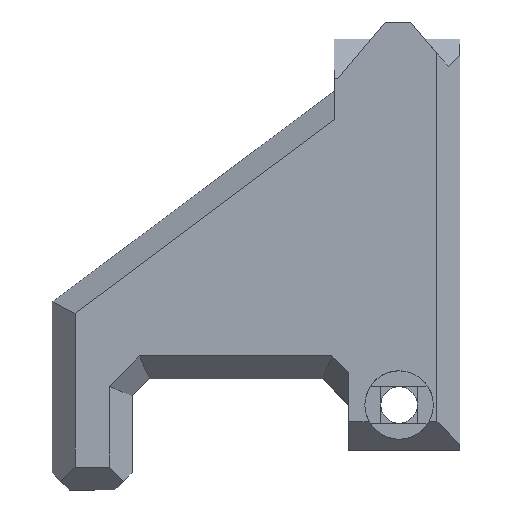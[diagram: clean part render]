
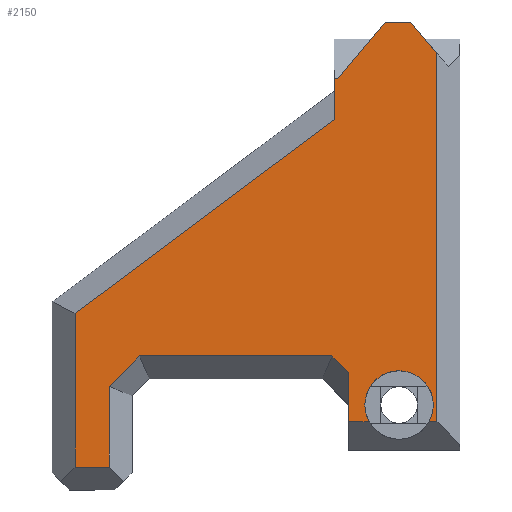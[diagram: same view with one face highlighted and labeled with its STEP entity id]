
A CAD part, top view. The second image highlights one B-rep face of the part: STEP entity #2150.
In plain terms, the highlighted planar face has unit normal (0, 0, 1).
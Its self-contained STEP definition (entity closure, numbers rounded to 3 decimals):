
#87=CIRCLE('',#2287,3.);
#88=CIRCLE('',#2288,3.);
#150=FACE_OUTER_BOUND('',#268,.T.);
#268=EDGE_LOOP('',(#1695,#1696,#1697,#1698,#1699,#1700,#1701,#1702,#1703,
#1704,#1705,#1706,#1707,#1708,#1709,#1710,#1711,#1712));
#471=LINE('',#3446,#733);
#475=LINE('',#3454,#737);
#476=LINE('',#3458,#738);
#480=LINE('',#3466,#742);
#481=LINE('',#3468,#743);
#482=LINE('',#3470,#744);
#483=LINE('',#3472,#745);
#484=LINE('',#3474,#746);
#485=LINE('',#3476,#747);
#486=LINE('',#3478,#748);
#487=LINE('',#3480,#749);
#488=LINE('',#3482,#750);
#489=LINE('',#3484,#751);
#490=LINE('',#3486,#752);
#491=LINE('',#3488,#753);
#492=LINE('',#3489,#754);
#733=VECTOR('',#2601,10.);
#737=VECTOR('',#2607,10.);
#738=VECTOR('',#2610,10.);
#742=VECTOR('',#2616,10.);
#743=VECTOR('',#2617,10.);
#744=VECTOR('',#2618,10.);
#745=VECTOR('',#2619,10.);
#746=VECTOR('',#2620,10.);
#747=VECTOR('',#2621,10.);
#748=VECTOR('',#2622,10.);
#749=VECTOR('',#2623,10.);
#750=VECTOR('',#2624,10.);
#751=VECTOR('',#2625,10.);
#752=VECTOR('',#2626,10.);
#753=VECTOR('',#2627,10.);
#754=VECTOR('',#2628,10.);
#988=VERTEX_POINT('',#3443);
#989=VERTEX_POINT('',#3445);
#992=VERTEX_POINT('',#3453);
#993=VERTEX_POINT('',#3455);
#994=VERTEX_POINT('',#3457);
#997=VERTEX_POINT('',#3465);
#998=VERTEX_POINT('',#3467);
#999=VERTEX_POINT('',#3469);
#1000=VERTEX_POINT('',#3471);
#1001=VERTEX_POINT('',#3473);
#1002=VERTEX_POINT('',#3475);
#1003=VERTEX_POINT('',#3477);
#1004=VERTEX_POINT('',#3479);
#1005=VERTEX_POINT('',#3481);
#1006=VERTEX_POINT('',#3483);
#1007=VERTEX_POINT('',#3485);
#1008=VERTEX_POINT('',#3487);
#1009=VERTEX_POINT('',#3490);
#1244=EDGE_CURVE('',#988,#989,#471,.T.);
#1248=EDGE_CURVE('',#989,#992,#475,.T.);
#1250=EDGE_CURVE('',#993,#994,#476,.T.);
#1254=EDGE_CURVE('',#988,#997,#480,.T.);
#1255=EDGE_CURVE('',#997,#998,#481,.T.);
#1256=EDGE_CURVE('',#998,#999,#482,.T.);
#1257=EDGE_CURVE('',#999,#1000,#483,.T.);
#1258=EDGE_CURVE('',#1001,#1000,#484,.T.);
#1259=EDGE_CURVE('',#1002,#1001,#485,.T.);
#1260=EDGE_CURVE('',#1003,#1002,#486,.T.);
#1261=EDGE_CURVE('',#1004,#1003,#487,.T.);
#1262=EDGE_CURVE('',#1005,#1004,#488,.T.);
#1263=EDGE_CURVE('',#1006,#1005,#489,.T.);
#1264=EDGE_CURVE('',#1007,#1006,#490,.T.);
#1265=EDGE_CURVE('',#1008,#1007,#491,.T.);
#1266=EDGE_CURVE('',#1008,#994,#492,.T.);
#1267=EDGE_CURVE('',#993,#1009,#87,.T.);
#1268=EDGE_CURVE('',#1009,#992,#88,.T.);
#1695=ORIENTED_EDGE('',*,*,#1244,.F.);
#1696=ORIENTED_EDGE('',*,*,#1254,.T.);
#1697=ORIENTED_EDGE('',*,*,#1255,.T.);
#1698=ORIENTED_EDGE('',*,*,#1256,.T.);
#1699=ORIENTED_EDGE('',*,*,#1257,.T.);
#1700=ORIENTED_EDGE('',*,*,#1258,.F.);
#1701=ORIENTED_EDGE('',*,*,#1259,.F.);
#1702=ORIENTED_EDGE('',*,*,#1260,.F.);
#1703=ORIENTED_EDGE('',*,*,#1261,.F.);
#1704=ORIENTED_EDGE('',*,*,#1262,.F.);
#1705=ORIENTED_EDGE('',*,*,#1263,.F.);
#1706=ORIENTED_EDGE('',*,*,#1264,.F.);
#1707=ORIENTED_EDGE('',*,*,#1265,.F.);
#1708=ORIENTED_EDGE('',*,*,#1266,.T.);
#1709=ORIENTED_EDGE('',*,*,#1250,.F.);
#1710=ORIENTED_EDGE('',*,*,#1267,.T.);
#1711=ORIENTED_EDGE('',*,*,#1268,.T.);
#1712=ORIENTED_EDGE('',*,*,#1248,.F.);
#2037=PLANE('',#2286);
#2150=ADVANCED_FACE('',(#150),#2037,.T.);
#2286=AXIS2_PLACEMENT_3D('',#3464,#2614,#2615);
#2287=AXIS2_PLACEMENT_3D('',#3491,#2629,#2630);
#2288=AXIS2_PLACEMENT_3D('',#3492,#2631,#2632);
#2601=DIRECTION('',(0.,-1.,0.));
#2607=DIRECTION('',(-1.,0.,0.));
#2610=DIRECTION('',(-1.,0.,0.));
#2614=DIRECTION('center_axis',(0.,0.,1.));
#2615=DIRECTION('ref_axis',(1.,0.,0.));
#2616=DIRECTION('',(-0.643,0.766,0.));
#2617=DIRECTION('',(-1.,0.,0.));
#2618=DIRECTION('',(-0.643,-0.766,0.));
#2619=DIRECTION('',(-1.,0.,0.));
#2620=DIRECTION('',(0.,1.,0.));
#2621=DIRECTION('',(0.801,0.599,0.));
#2622=DIRECTION('',(0.,1.,0.));
#2623=DIRECTION('',(-1.,0.,0.));
#2624=DIRECTION('',(0.,-1.,0.));
#2625=DIRECTION('',(-0.707,-0.707,0.));
#2626=DIRECTION('',(-1.,0.,0.));
#2627=DIRECTION('',(-0.707,0.707,0.));
#2628=DIRECTION('',(0.,-1.,0.));
#2629=DIRECTION('center_axis',(0.,0.,-1.));
#2630=DIRECTION('ref_axis',(1.,0.,0.));
#2631=DIRECTION('center_axis',(0.,0.,-1.));
#2632=DIRECTION('ref_axis',(1.,0.,0.));
#3443=CARTESIAN_POINT('',(3.75,45.796,4.5));
#3445=CARTESIAN_POINT('',(3.75,13.5,4.5));
#3446=CARTESIAN_POINT('',(3.75,13.625,4.5));
#3453=CARTESIAN_POINT('',(3.051,13.5,4.5));
#3454=CARTESIAN_POINT('',(-13.25,13.5,4.5));
#3455=CARTESIAN_POINT('',(-2.201,13.5,4.5));
#3457=CARTESIAN_POINT('',(-4.,13.5,4.5));
#3458=CARTESIAN_POINT('',(-13.25,13.5,4.5));
#3464=CARTESIAN_POINT('Origin',(-22.5,16.25,4.5));
#3465=CARTESIAN_POINT('',(1.447,48.54,4.5));
#3466=CARTESIAN_POINT('',(5.593,43.6,4.5));
#3467=CARTESIAN_POINT('',(-0.805,48.54,4.5));
#3468=CARTESIAN_POINT('',(1.447,48.54,4.5));
#3469=CARTESIAN_POINT('',(-4.95,43.6,4.5));
#3470=CARTESIAN_POINT('',(-0.805,48.54,4.5));
#3471=CARTESIAN_POINT('',(-5.25,43.6,4.5));
#3472=CARTESIAN_POINT('',(5.75,43.6,4.5));
#3473=CARTESIAN_POINT('',(-5.25,40.003,4.5));
#3474=CARTESIAN_POINT('',(-5.25,45.5,4.5));
#3475=CARTESIAN_POINT('',(-28.,22.998,4.5));
#3476=CARTESIAN_POINT('',(-15.88,32.057,4.5));
#3477=CARTESIAN_POINT('',(-28.,9.5,4.5));
#3478=CARTESIAN_POINT('',(-28.,20.125,4.5));
#3479=CARTESIAN_POINT('',(-25.,9.5,4.5));
#3480=CARTESIAN_POINT('',(-25.5,9.5,4.5));
#3481=CARTESIAN_POINT('',(-25.,16.578,4.5));
#3482=CARTESIAN_POINT('',(-25.,12.625,4.5));
#3483=CARTESIAN_POINT('',(-22.328,19.25,4.5));
#3484=CARTESIAN_POINT('',(-24.164,17.414,4.5));
#3485=CARTESIAN_POINT('',(-5.464,19.25,4.5));
#3486=CARTESIAN_POINT('',(-22.25,19.25,4.5));
#3487=CARTESIAN_POINT('',(-4.,17.786,4.5));
#3488=CARTESIAN_POINT('',(-8.607,22.393,4.5));
#3489=CARTESIAN_POINT('',(-4.,16.75,4.5));
#3490=CARTESIAN_POINT('',(-2.575,14.95,4.5));
#3491=CARTESIAN_POINT('Origin',(0.425,14.95,4.5));
#3492=CARTESIAN_POINT('Origin',(0.425,14.95,4.5));
